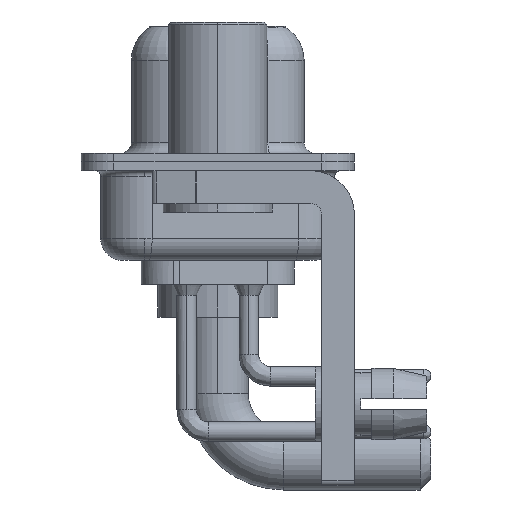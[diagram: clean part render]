
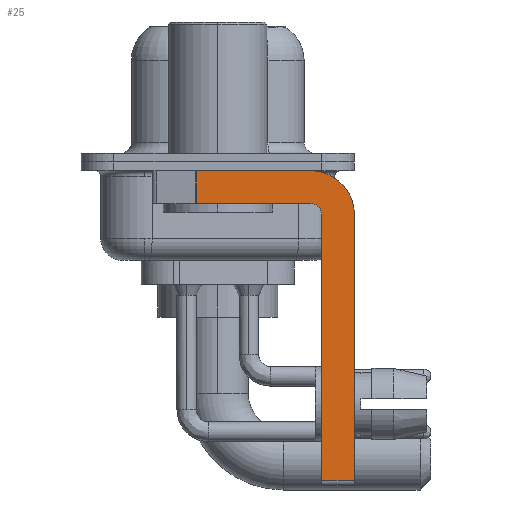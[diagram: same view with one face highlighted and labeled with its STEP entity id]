
A CAD part, left-side view. The second image highlights one B-rep face of the part: STEP entity #25.
In plain terms, the highlighted planar face has unit normal (-1, 0, 0).
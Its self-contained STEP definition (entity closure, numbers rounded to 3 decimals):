
#25 = ADVANCED_FACE ( 'NONE', ( #16959 ), #22509, .F. ) ;
#168 = CIRCLE ( 'NONE', #3119, 0.5 ) ;
#336 = DIRECTION ( 'NONE',  ( 0., 0., -1. ) ) ;
#438 = ORIENTED_EDGE ( 'NONE', *, *, #8673, .F. ) ;
#1156 = DIRECTION ( 'NONE',  ( 0., 0., -1. ) ) ;
#1347 = EDGE_CURVE ( 'NONE', #19985, #3177, #20226, .T. ) ;
#1590 = AXIS2_PLACEMENT_3D ( 'NONE', #6587, #6476, #1156 ) ;
#1812 = ORIENTED_EDGE ( 'NONE', *, *, #1347, .T. ) ;
#1959 = CARTESIAN_POINT ( 'NONE',  ( -2.9, -4.75, -14.8 ) ) ;
#2733 = CARTESIAN_POINT ( 'NONE',  ( -2.9, -4.75, -2.4 ) ) ;
#3107 = VECTOR ( 'NONE', #14918, 1000. ) ;
#3119 = AXIS2_PLACEMENT_3D ( 'NONE', #11942, #15643, #13794 ) ;
#3177 = VERTEX_POINT ( 'NONE', #20113 ) ;
#3332 = VERTEX_POINT ( 'NONE', #15252 ) ;
#3377 = EDGE_LOOP ( 'NONE', ( #8870, #1812, #10735, #6901, #20806, #9938, #438, #9601 ) ) ;
#3381 = DIRECTION ( 'NONE',  ( 0., 1., 0. ) ) ;
#3669 = VECTOR ( 'NONE', #3939, 1000. ) ;
#3680 = VERTEX_POINT ( 'NONE', #22267 ) ;
#3939 = DIRECTION ( 'NONE',  ( 0., -1., 0. ) ) ;
#5073 = EDGE_CURVE ( 'NONE', #5723, #18986, #21826, .T. ) ;
#5723 = VERTEX_POINT ( 'NONE', #16563 ) ;
#6245 = EDGE_CURVE ( 'NONE', #3332, #3177, #12018, .T. ) ;
#6451 = EDGE_CURVE ( 'NONE', #19985, #5723, #11086, .T. ) ;
#6476 = DIRECTION ( 'NONE',  ( 1., 0., 0. ) ) ;
#6531 = CARTESIAN_POINT ( 'NONE',  ( -2.9, -6.25, -14.55 ) ) ;
#6587 = CARTESIAN_POINT ( 'NONE',  ( -2.9, -4.25, -2.4 ) ) ;
#6901 = ORIENTED_EDGE ( 'NONE', *, *, #8725, .F. ) ;
#6952 = CARTESIAN_POINT ( 'NONE',  ( -2.9, -4.25, -1.9 ) ) ;
#7054 = CARTESIAN_POINT ( 'NONE',  ( -2.9, 0.978, -0.4 ) ) ;
#7219 = VECTOR ( 'NONE', #21884, 1000. ) ;
#7762 = CARTESIAN_POINT ( 'NONE',  ( -2.9, 0.978, -1.9 ) ) ;
#8545 = VERTEX_POINT ( 'NONE', #2733 ) ;
#8673 = EDGE_CURVE ( 'NONE', #18986, #19685, #16452, .T. ) ;
#8725 = EDGE_CURVE ( 'NONE', #8545, #3332, #168, .T. ) ;
#8870 = ORIENTED_EDGE ( 'NONE', *, *, #6451, .F. ) ;
#9095 = CARTESIAN_POINT ( 'NONE',  ( -2.9, -4.25, -2.4 ) ) ;
#9127 = CARTESIAN_POINT ( 'NONE',  ( -2.9, 3., -0.4 ) ) ;
#9203 = DIRECTION ( 'NONE',  ( 0., 0., 1. ) ) ;
#9601 = ORIENTED_EDGE ( 'NONE', *, *, #5073, .F. ) ;
#9938 = ORIENTED_EDGE ( 'NONE', *, *, #13576, .T. ) ;
#10735 = ORIENTED_EDGE ( 'NONE', *, *, #6245, .F. ) ;
#11086 = LINE ( 'NONE', #9127, #13405 ) ;
#11165 = LINE ( 'NONE', #1959, #20549 ) ;
#11167 = DIRECTION ( 'NONE',  ( 1., 0., 0. ) ) ;
#11491 = AXIS2_PLACEMENT_3D ( 'NONE', #9095, #11167, #336 ) ;
#11942 = CARTESIAN_POINT ( 'NONE',  ( -2.9, -4.25, -2.4 ) ) ;
#12018 = LINE ( 'NONE', #6952, #13022 ) ;
#12340 = CARTESIAN_POINT ( 'NONE',  ( -2.9, -6.25, -2.4 ) ) ;
#13022 = VECTOR ( 'NONE', #3381, 1000. ) ;
#13405 = VECTOR ( 'NONE', #18113, 1000. ) ;
#13576 = EDGE_CURVE ( 'NONE', #3680, #19685, #19720, .T. ) ;
#13794 = DIRECTION ( 'NONE',  ( 0., 0., 1. ) ) ;
#14918 = DIRECTION ( 'NONE',  ( 0., 0., -1. ) ) ;
#15252 = CARTESIAN_POINT ( 'NONE',  ( -2.9, -4.25, -1.9 ) ) ;
#15643 = DIRECTION ( 'NONE',  ( -1., 0., 0. ) ) ;
#16452 = LINE ( 'NONE', #16574, #7219 ) ;
#16486 = EDGE_CURVE ( 'NONE', #3680, #8545, #11165, .T. ) ;
#16563 = CARTESIAN_POINT ( 'NONE',  ( -2.9, -4.25, -0.4 ) ) ;
#16574 = CARTESIAN_POINT ( 'NONE',  ( -2.9, -6.25, -2.4 ) ) ;
#16959 = FACE_OUTER_BOUND ( 'NONE', #3377, .T. ) ;
#18113 = DIRECTION ( 'NONE',  ( 0., -1., 0. ) ) ;
#18438 = CARTESIAN_POINT ( 'NONE',  ( -2.9, -4.25, -14.55 ) ) ;
#18986 = VERTEX_POINT ( 'NONE', #12340 ) ;
#19685 = VERTEX_POINT ( 'NONE', #6531 ) ;
#19720 = LINE ( 'NONE', #18438, #3669 ) ;
#19985 = VERTEX_POINT ( 'NONE', #7054 ) ;
#20113 = CARTESIAN_POINT ( 'NONE',  ( -2.9, 0.978, -1.9 ) ) ;
#20226 = LINE ( 'NONE', #7762, #3107 ) ;
#20549 = VECTOR ( 'NONE', #9203, 1000. ) ;
#20806 = ORIENTED_EDGE ( 'NONE', *, *, #16486, .F. ) ;
#21826 = CIRCLE ( 'NONE', #11491, 2. ) ;
#21884 = DIRECTION ( 'NONE',  ( 0., 0., -1. ) ) ;
#22267 = CARTESIAN_POINT ( 'NONE',  ( -2.9, -4.75, -14.55 ) ) ;
#22509 = PLANE ( 'NONE',  #1590 ) ;
